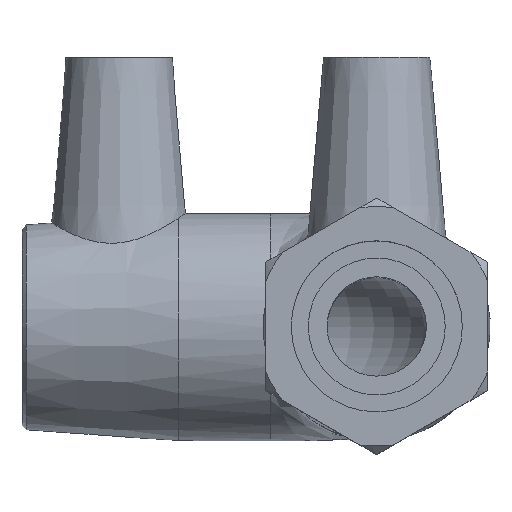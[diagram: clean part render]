
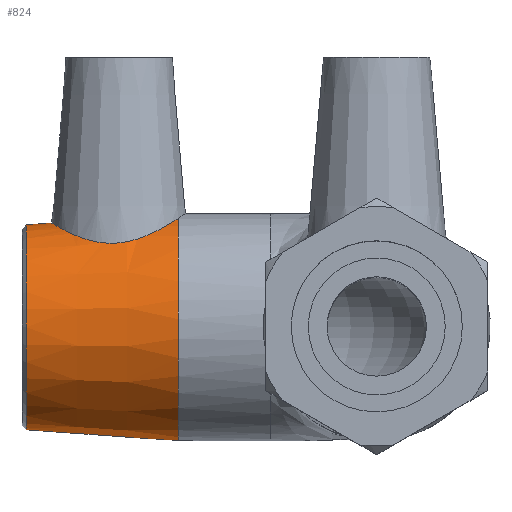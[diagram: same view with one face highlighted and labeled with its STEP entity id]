
A CAD part, top view. The second image highlights one B-rep face of the part: STEP entity #824.
In plain terms, the highlighted conical face has half-angle 4.16 degrees and reference radius 15.2 mm.
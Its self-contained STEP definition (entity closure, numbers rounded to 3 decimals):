
#17=B_SPLINE_CURVE_WITH_KNOTS('',3,(#1432,#1433,#1434,#1435,#1436,#1437,
#1438,#1439,#1440,#1441,#1442,#1443,#1444,#1445,#1446,#1447,#1448,#1449,
#1450,#1451,#1452,#1453,#1454,#1455,#1456,#1457,#1458,#1459),
 .UNSPECIFIED.,.F.,.F.,(4,2,2,2,2,2,2,2,2,2,2,2,2,4),(0.,0.181,
0.362,0.724,1.086,1.448,1.811,
2.173,2.535,2.716,2.897,3.298,
3.699,3.998),.UNSPECIFIED.);
#18=B_SPLINE_CURVE_WITH_KNOTS('',3,(#1462,#1463,#1464,#1465,#1466,#1467,
#1468,#1469),.UNSPECIFIED.,.F.,.F.,(4,2,2,4),(-1.101,-0.802,
-0.401,0.),.UNSPECIFIED.);
#133=FACE_BOUND('',#267,.T.);
#191=FACE_OUTER_BOUND('',#266,.T.);
#266=EDGE_LOOP('',(#694,#695,#696));
#267=EDGE_LOOP('',(#697));
#352=CIRCLE('',#916,14.444);
#353=CIRCLE('',#918,16.);
#430=VERTEX_POINT('',#1427);
#431=VERTEX_POINT('',#1430);
#432=VERTEX_POINT('',#1431);
#433=VERTEX_POINT('',#1460);
#528=EDGE_CURVE('',#430,#430,#352,.T.);
#529=EDGE_CURVE('',#431,#432,#17,.T.);
#530=EDGE_CURVE('',#433,#432,#353,.T.);
#531=EDGE_CURVE('',#433,#431,#18,.T.);
#694=ORIENTED_EDGE('',*,*,#529,.T.);
#695=ORIENTED_EDGE('',*,*,#530,.F.);
#696=ORIENTED_EDGE('',*,*,#531,.T.);
#697=ORIENTED_EDGE('',*,*,#528,.F.);
#786=CONICAL_SURFACE('',#917,15.2,4.16);
#824=ADVANCED_FACE('',(#191,#133),#786,.T.);
#916=AXIS2_PLACEMENT_3D('',#1428,#1108,#1109);
#917=AXIS2_PLACEMENT_3D('',#1429,#1110,#1111);
#918=AXIS2_PLACEMENT_3D('',#1461,#1112,#1113);
#1108=DIRECTION('center_axis',(-1.,0.,0.));
#1109=DIRECTION('ref_axis',(0.,-1.,0.));
#1110=DIRECTION('center_axis',(1.,0.,0.));
#1111=DIRECTION('ref_axis',(0.,1.,0.));
#1112=DIRECTION('center_axis',(1.,0.,0.));
#1113=DIRECTION('ref_axis',(0.,0.,-1.));
#1427=CARTESIAN_POINT('',(-49.402,14.444,0.));
#1428=CARTESIAN_POINT('Origin',(-49.402,0.,0.));
#1429=CARTESIAN_POINT('Origin',(-39.,0.,0.));
#1430=CARTESIAN_POINT('',(-36.8,11.848,9.775));
#1431=CARTESIAN_POINT('',(-28.,15.328,-4.588));
#1432=CARTESIAN_POINT('Ctrl Pts',(-36.8,11.848,9.775));
#1433=CARTESIAN_POINT('Ctrl Pts',(-37.402,11.814,9.747));
#1434=CARTESIAN_POINT('Ctrl Pts',(-38.015,11.831,9.658));
#1435=CARTESIAN_POINT('Ctrl Pts',(-39.214,11.962,9.354));
#1436=CARTESIAN_POINT('Ctrl Pts',(-39.802,12.076,9.14));
#1437=CARTESIAN_POINT('Ctrl Pts',(-41.471,12.511,8.334));
#1438=CARTESIAN_POINT('Ctrl Pts',(-42.461,12.921,7.572));
#1439=CARTESIAN_POINT('Ctrl Pts',(-44.016,13.653,5.876));
#1440=CARTESIAN_POINT('Ctrl Pts',(-44.695,14.031,4.816));
#1441=CARTESIAN_POINT('Ctrl Pts',(-45.607,14.558,2.482));
#1442=CARTESIAN_POINT('Ctrl Pts',(-45.838,14.703,1.207));
#1443=CARTESIAN_POINT('Ctrl Pts',(-45.838,14.703,-1.207));
#1444=CARTESIAN_POINT('Ctrl Pts',(-45.607,14.558,-2.482));
#1445=CARTESIAN_POINT('Ctrl Pts',(-44.695,14.031,-4.816));
#1446=CARTESIAN_POINT('Ctrl Pts',(-44.016,13.653,-5.876));
#1447=CARTESIAN_POINT('Ctrl Pts',(-42.461,12.921,-7.572));
#1448=CARTESIAN_POINT('Ctrl Pts',(-41.471,12.511,-8.334));
#1449=CARTESIAN_POINT('Ctrl Pts',(-39.802,12.076,-9.14));
#1450=CARTESIAN_POINT('Ctrl Pts',(-39.214,11.962,-9.354));
#1451=CARTESIAN_POINT('Ctrl Pts',(-38.015,11.831,-9.658));
#1452=CARTESIAN_POINT('Ctrl Pts',(-37.402,11.814,-9.747));
#1453=CARTESIAN_POINT('Ctrl Pts',(-35.467,11.923,-9.837));
#1454=CARTESIAN_POINT('Ctrl Pts',(-34.111,12.263,-9.594));
#1455=CARTESIAN_POINT('Ctrl Pts',(-31.667,13.199,-8.59));
#1456=CARTESIAN_POINT('Ctrl Pts',(-30.573,13.777,-7.827));
#1457=CARTESIAN_POINT('Ctrl Pts',(-29.058,14.651,-6.282));
#1458=CARTESIAN_POINT('Ctrl Pts',(-28.464,15.025,-5.482));
#1459=CARTESIAN_POINT('Ctrl Pts',(-28.,15.328,-4.588));
#1460=CARTESIAN_POINT('',(-28.,15.328,4.588));
#1461=CARTESIAN_POINT('Origin',(-28.,0.,0.));
#1462=CARTESIAN_POINT('Ctrl Pts',(-28.,15.328,4.588));
#1463=CARTESIAN_POINT('Ctrl Pts',(-28.464,15.025,5.482));
#1464=CARTESIAN_POINT('Ctrl Pts',(-29.058,14.651,6.282));
#1465=CARTESIAN_POINT('Ctrl Pts',(-30.573,13.777,7.827));
#1466=CARTESIAN_POINT('Ctrl Pts',(-31.667,13.199,8.59));
#1467=CARTESIAN_POINT('Ctrl Pts',(-34.111,12.263,9.594));
#1468=CARTESIAN_POINT('Ctrl Pts',(-35.467,11.923,9.837));
#1469=CARTESIAN_POINT('Ctrl Pts',(-36.8,11.848,9.775));
